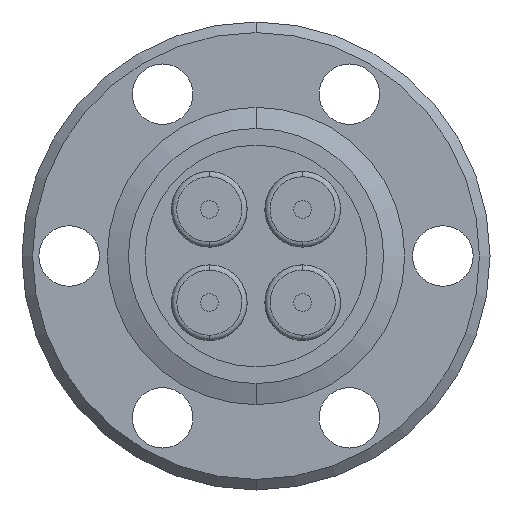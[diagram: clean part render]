
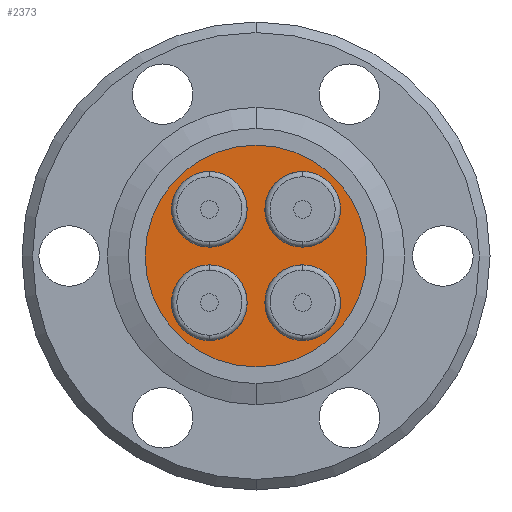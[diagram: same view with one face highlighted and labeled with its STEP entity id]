
A CAD part, front view. The second image highlights one B-rep face of the part: STEP entity #2373.
In plain terms, the highlighted planar face has unit normal (0, -1, 0).
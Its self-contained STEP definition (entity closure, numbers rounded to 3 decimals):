
#7 = FACE_OUTER_BOUND ( 'NONE', #4534, .T. ) ;
#71 = CIRCLE ( 'NONE', #433, 8.725 ) ;
#129 = ORIENTED_EDGE ( 'NONE', *, *, #2069, .T. ) ;
#224 = CARTESIAN_POINT ( 'NONE',  ( 3.368, 2.032, 3.368 ) ) ;
#278 = EDGE_CURVE ( 'NONE', #1399, #2925, #564, .T. ) ;
#310 = VERTEX_POINT ( 'NONE', #3325 ) ;
#419 = DIRECTION ( 'NONE',  ( 0., -1., 0. ) ) ;
#425 = DIRECTION ( 'NONE',  ( 0., -1., 0. ) ) ;
#433 = AXIS2_PLACEMENT_3D ( 'NONE', #4171, #1228, #847 ) ;
#453 = CARTESIAN_POINT ( 'NONE',  ( -3.368, 2.032, 0.993 ) ) ;
#564 = CIRCLE ( 'NONE', #1440, 2.375 ) ;
#616 = DIRECTION ( 'NONE',  ( 0., 0., 1. ) ) ;
#742 = CIRCLE ( 'NONE', #2951, 2.375 ) ;
#767 = CIRCLE ( 'NONE', #3043, 2.375 ) ;
#791 = CIRCLE ( 'NONE', #2531, 2.375 ) ;
#847 = DIRECTION ( 'NONE',  ( 0., 0., 1. ) ) ;
#958 = CIRCLE ( 'NONE', #1315, 2.375 ) ;
#1080 = DIRECTION ( 'NONE',  ( 0., -1., 0. ) ) ;
#1201 = ORIENTED_EDGE ( 'NONE', *, *, #2168, .F. ) ;
#1220 = VERTEX_POINT ( 'NONE', #453 ) ;
#1228 = DIRECTION ( 'NONE',  ( 0., -1., 0. ) ) ;
#1315 = AXIS2_PLACEMENT_3D ( 'NONE', #224, #2862, #616 ) ;
#1320 = CARTESIAN_POINT ( 'NONE',  ( 3.368, 2.032, 3.368 ) ) ;
#1322 = CARTESIAN_POINT ( 'NONE',  ( 3.368, 2.032, -0.993 ) ) ;
#1399 = VERTEX_POINT ( 'NONE', #4318 ) ;
#1415 = DIRECTION ( 'NONE',  ( 0., 0., 1. ) ) ;
#1429 = AXIS2_PLACEMENT_3D ( 'NONE', #3857, #3774, #3758 ) ;
#1440 = AXIS2_PLACEMENT_3D ( 'NONE', #3304, #3294, #3286 ) ;
#1580 = VERTEX_POINT ( 'NONE', #2399 ) ;
#1603 = DIRECTION ( 'NONE',  ( 0., -1., 0. ) ) ;
#1623 = CARTESIAN_POINT ( 'NONE',  ( -3.368, 2.032, 3.368 ) ) ;
#1631 = CARTESIAN_POINT ( 'NONE',  ( 0., 2.032, 8.725 ) ) ;
#1697 = DIRECTION ( 'NONE',  ( 0., 0., 1. ) ) ;
#1947 = EDGE_CURVE ( 'NONE', #1220, #1580, #3734, .T. ) ;
#2003 = DIRECTION ( 'NONE',  ( 0., -1., 0. ) ) ;
#2048 = FACE_BOUND ( 'NONE', #4711, .T. ) ;
#2069 = EDGE_CURVE ( 'NONE', #2503, #4015, #71, .T. ) ;
#2104 = ORIENTED_EDGE ( 'NONE', *, *, #2751, .F. ) ;
#2168 = EDGE_CURVE ( 'NONE', #310, #2266, #742, .T. ) ;
#2176 = ORIENTED_EDGE ( 'NONE', *, *, #2926, .F. ) ;
#2266 = VERTEX_POINT ( 'NONE', #4666 ) ;
#2335 = AXIS2_PLACEMENT_3D ( 'NONE', #1623, #1603, #1415 ) ;
#2373 = ADVANCED_FACE ( 'NONE', ( #3992, #2911, #7, #3879, #2048 ), #4077, .F. ) ;
#2399 = CARTESIAN_POINT ( 'NONE',  ( -3.368, 2.032, 5.742 ) ) ;
#2435 = EDGE_CURVE ( 'NONE', #4015, #2503, #4708, .T. ) ;
#2503 = VERTEX_POINT ( 'NONE', #1631 ) ;
#2531 = AXIS2_PLACEMENT_3D ( 'NONE', #2684, #425, #3045 ) ;
#2541 = ORIENTED_EDGE ( 'NONE', *, *, #1947, .F. ) ;
#2658 = DIRECTION ( 'NONE',  ( 0., 0., 1. ) ) ;
#2673 = ORIENTED_EDGE ( 'NONE', *, *, #4393, .F. ) ;
#2677 = AXIS2_PLACEMENT_3D ( 'NONE', #2696, #2680, #2658 ) ;
#2678 = CARTESIAN_POINT ( 'NONE',  ( -3.368, 2.032, 3.368 ) ) ;
#2680 = DIRECTION ( 'NONE',  ( 0., -1., 0. ) ) ;
#2684 = CARTESIAN_POINT ( 'NONE',  ( -3.368, 2.032, -3.368 ) ) ;
#2696 = CARTESIAN_POINT ( 'NONE',  ( 0., 2.032, 0. ) ) ;
#2751 = EDGE_CURVE ( 'NONE', #4673, #2790, #3251, .T. ) ;
#2790 = VERTEX_POINT ( 'NONE', #1322 ) ;
#2862 = DIRECTION ( 'NONE',  ( 0., -1., 0. ) ) ;
#2911 = FACE_BOUND ( 'NONE', #4538, .T. ) ;
#2925 = VERTEX_POINT ( 'NONE', #2929 ) ;
#2926 = EDGE_CURVE ( 'NONE', #2790, #4673, #4375, .T. ) ;
#2929 = CARTESIAN_POINT ( 'NONE',  ( -3.368, 2.032, -0.993 ) ) ;
#2951 = AXIS2_PLACEMENT_3D ( 'NONE', #1320, #3896, #1697 ) ;
#2952 = ORIENTED_EDGE ( 'NONE', *, *, #3644, .F. ) ;
#3040 = DIRECTION ( 'NONE',  ( 0., 0., 1. ) ) ;
#3043 = AXIS2_PLACEMENT_3D ( 'NONE', #2678, #419, #3040 ) ;
#3045 = DIRECTION ( 'NONE',  ( 0., 0., 1. ) ) ;
#3190 = CARTESIAN_POINT ( 'NONE',  ( 0., 2.032, -8.725 ) ) ;
#3251 = CIRCLE ( 'NONE', #4316, 2.375 ) ;
#3286 = DIRECTION ( 'NONE',  ( 0., 0., 1. ) ) ;
#3294 = DIRECTION ( 'NONE',  ( 0., -1., 0. ) ) ;
#3304 = CARTESIAN_POINT ( 'NONE',  ( -3.368, 2.032, -3.368 ) ) ;
#3310 = CARTESIAN_POINT ( 'NONE',  ( 3.368, 2.032, -3.368 ) ) ;
#3325 = CARTESIAN_POINT ( 'NONE',  ( 3.368, 2.032, 0.993 ) ) ;
#3329 = ORIENTED_EDGE ( 'NONE', *, *, #278, .F. ) ;
#3399 = EDGE_CURVE ( 'NONE', #1580, #1220, #767, .T. ) ;
#3644 = EDGE_CURVE ( 'NONE', #2266, #310, #958, .T. ) ;
#3659 = DIRECTION ( 'NONE',  ( 0., 0., 1. ) ) ;
#3734 = CIRCLE ( 'NONE', #2335, 2.375 ) ;
#3758 = DIRECTION ( 'NONE',  ( 0., 0., 1. ) ) ;
#3774 = DIRECTION ( 'NONE',  ( 0., 1., 0. ) ) ;
#3857 = CARTESIAN_POINT ( 'NONE',  ( 0., 2.032, 0. ) ) ;
#3879 = FACE_BOUND ( 'NONE', #4679, .T. ) ;
#3896 = DIRECTION ( 'NONE',  ( 0., -1., 0. ) ) ;
#3964 = AXIS2_PLACEMENT_3D ( 'NONE', #3310, #1080, #3659 ) ;
#3992 = FACE_BOUND ( 'NONE', #4658, .T. ) ;
#4015 = VERTEX_POINT ( 'NONE', #3190 ) ;
#4023 = CARTESIAN_POINT ( 'NONE',  ( 3.368, 2.032, -5.742 ) ) ;
#4077 = PLANE ( 'NONE',  #1429 ) ;
#4171 = CARTESIAN_POINT ( 'NONE',  ( 0., 2.032, 0. ) ) ;
#4210 = CARTESIAN_POINT ( 'NONE',  ( 3.368, 2.032, -3.368 ) ) ;
#4227 = ORIENTED_EDGE ( 'NONE', *, *, #3399, .F. ) ;
#4316 = AXIS2_PLACEMENT_3D ( 'NONE', #4210, #2003, #4555 ) ;
#4318 = CARTESIAN_POINT ( 'NONE',  ( -3.368, 2.032, -5.742 ) ) ;
#4375 = CIRCLE ( 'NONE', #3964, 2.375 ) ;
#4393 = EDGE_CURVE ( 'NONE', #2925, #1399, #791, .T. ) ;
#4534 = EDGE_LOOP ( 'NONE', ( #129, #4581 ) ) ;
#4538 = EDGE_LOOP ( 'NONE', ( #4227, #2541 ) ) ;
#4555 = DIRECTION ( 'NONE',  ( 0., 0., 1. ) ) ;
#4581 = ORIENTED_EDGE ( 'NONE', *, *, #2435, .T. ) ;
#4658 = EDGE_LOOP ( 'NONE', ( #2176, #2104 ) ) ;
#4666 = CARTESIAN_POINT ( 'NONE',  ( 3.368, 2.032, 5.742 ) ) ;
#4673 = VERTEX_POINT ( 'NONE', #4023 ) ;
#4679 = EDGE_LOOP ( 'NONE', ( #2952, #1201 ) ) ;
#4708 = CIRCLE ( 'NONE', #2677, 8.725 ) ;
#4711 = EDGE_LOOP ( 'NONE', ( #2673, #3329 ) ) ;
